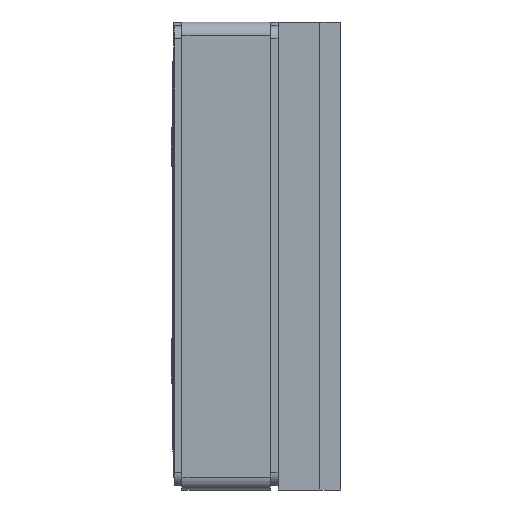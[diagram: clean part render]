
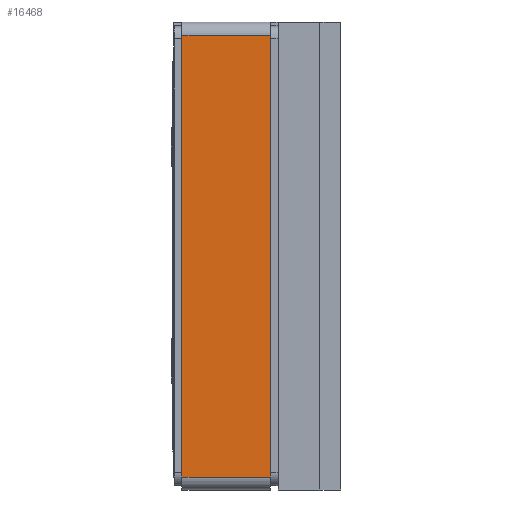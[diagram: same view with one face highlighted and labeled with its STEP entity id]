
A CAD part, left-side view. The second image highlights one B-rep face of the part: STEP entity #16468.
In plain terms, the highlighted planar face has unit normal (-1, 0, 0).
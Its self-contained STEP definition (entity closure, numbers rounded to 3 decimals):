
#636 = ORIENTED_EDGE ( 'NONE', *, *, #7515, .F. ) ;
#1792 = DIRECTION ( 'NONE',  ( 0., 0., 1. ) ) ;
#3997 = EDGE_CURVE ( 'NONE', #15650, #22254, #14435, .T. ) ;
#4643 = CARTESIAN_POINT ( 'NONE',  ( -129.436, -36.678, 37.892 ) ) ;
#4923 = EDGE_LOOP ( 'NONE', ( #17131, #636, #24774, #20109 ) ) ;
#5046 = LINE ( 'NONE', #22372, #25382 ) ;
#6796 = VECTOR ( 'NONE', #24744, 1000. ) ;
#6855 = DIRECTION ( 'NONE',  ( 0., 1., 0. ) ) ;
#7013 = CARTESIAN_POINT ( 'NONE',  ( -129.436, -40.378, 37.892 ) ) ;
#7515 = EDGE_CURVE ( 'NONE', #22254, #11748, #26159, .T. ) ;
#8723 = VECTOR ( 'NONE', #1792, 1000. ) ;
#10040 = CARTESIAN_POINT ( 'NONE',  ( -129.436, -36.678, 20.892 ) ) ;
#10946 = AXIS2_PLACEMENT_3D ( 'NONE', #13080, #18917, #6855 ) ;
#11748 = VERTEX_POINT ( 'NONE', #7013 ) ;
#12854 = LINE ( 'NONE', #10040, #6796 ) ;
#13080 = CARTESIAN_POINT ( 'NONE',  ( -129.436, -36.678, 37.892 ) ) ;
#14435 = LINE ( 'NONE', #24283, #8723 ) ;
#15650 = VERTEX_POINT ( 'NONE', #24629 ) ;
#15904 = DIRECTION ( 'NONE',  ( 0., 0., 1. ) ) ;
#16023 = FACE_OUTER_BOUND ( 'NONE', #4923, .T. ) ;
#16468 = ADVANCED_FACE ( 'NONE', ( #16023 ), #23254, .F. ) ;
#16906 = CARTESIAN_POINT ( 'NONE',  ( -129.436, -36.978, 37.892 ) ) ;
#17131 = ORIENTED_EDGE ( 'NONE', *, *, #18667, .T. ) ;
#18667 = EDGE_CURVE ( 'NONE', #20161, #11748, #5046, .T. ) ;
#18917 = DIRECTION ( 'NONE',  ( 1., 0., 0. ) ) ;
#20109 = ORIENTED_EDGE ( 'NONE', *, *, #20453, .T. ) ;
#20161 = VERTEX_POINT ( 'NONE', #25101 ) ;
#20453 = EDGE_CURVE ( 'NONE', #15650, #20161, #12854, .T. ) ;
#20770 = VECTOR ( 'NONE', #23095, 1000. ) ;
#22254 = VERTEX_POINT ( 'NONE', #16906 ) ;
#22372 = CARTESIAN_POINT ( 'NONE',  ( -129.436, -40.378, 37.892 ) ) ;
#23095 = DIRECTION ( 'NONE',  ( 0., -1., 0. ) ) ;
#23254 = PLANE ( 'NONE',  #10946 ) ;
#24283 = CARTESIAN_POINT ( 'NONE',  ( -129.436, -36.978, 37.892 ) ) ;
#24629 = CARTESIAN_POINT ( 'NONE',  ( -129.436, -36.978, 20.892 ) ) ;
#24744 = DIRECTION ( 'NONE',  ( 0., -1., 0. ) ) ;
#24774 = ORIENTED_EDGE ( 'NONE', *, *, #3997, .F. ) ;
#25101 = CARTESIAN_POINT ( 'NONE',  ( -129.436, -40.378, 20.892 ) ) ;
#25382 = VECTOR ( 'NONE', #15904, 1000. ) ;
#26159 = LINE ( 'NONE', #4643, #20770 ) ;
